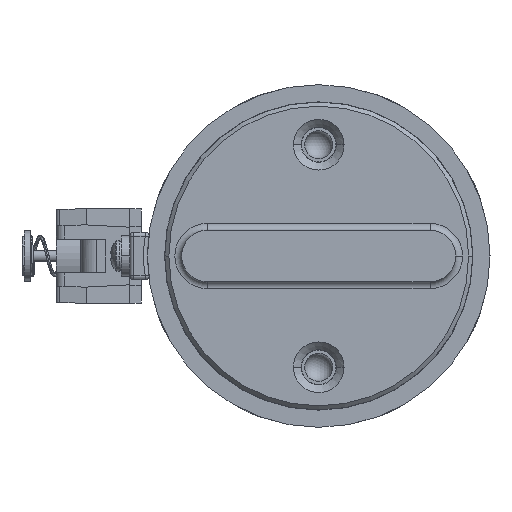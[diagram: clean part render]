
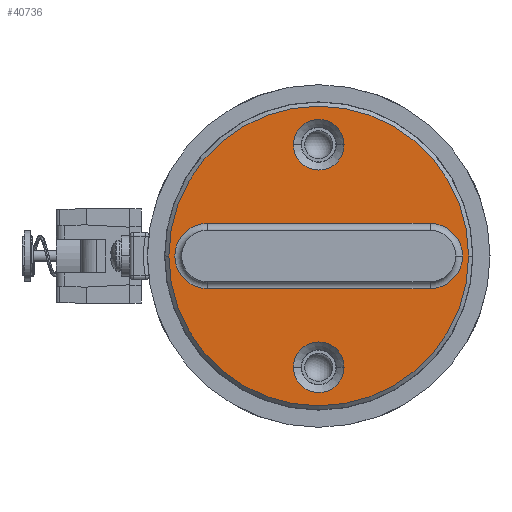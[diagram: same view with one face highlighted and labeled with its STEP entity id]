
A CAD part, left-side view. The second image highlights one B-rep face of the part: STEP entity #40736.
In plain terms, the highlighted face is planar.
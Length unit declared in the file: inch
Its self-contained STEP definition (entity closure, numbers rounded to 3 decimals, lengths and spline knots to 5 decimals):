
#9 = AXIS2_PLACEMENT_3D ( 'NONE', #45331, #41763, #14624 ) ;
#737 = DIRECTION ( 'NONE',  ( 1., 0., 0. ) ) ;
#861 = CIRCLE ( 'NONE', #13204, 0.2375 ) ;
#1230 = LINE ( 'NONE', #28693, #41899 ) ;
#2176 = CARTESIAN_POINT ( 'NONE',  ( 1.05, 0., 0. ) ) ;
#2215 = FACE_OUTER_BOUND ( 'NONE', #20248, .T. ) ;
#2535 = EDGE_LOOP ( 'NONE', ( #38751, #21475 ) ) ;
#2669 = VERTEX_POINT ( 'NONE', #23303 ) ;
#2673 = DIRECTION ( 'NONE',  ( 0., 0., -1. ) ) ;
#3141 = VECTOR ( 'NONE', #29675, 39.37008 ) ;
#4166 = AXIS2_PLACEMENT_3D ( 'NONE', #48450, #48703, #29750 ) ;
#5645 = CIRCLE ( 'NONE', #17097, 0.2375 ) ;
#6230 = CARTESIAN_POINT ( 'NONE',  ( 0.185, 0.812, 0. ) ) ;
#6579 = LINE ( 'NONE', #45263, #3141 ) ;
#6847 = VERTEX_POINT ( 'NONE', #24433 ) ;
#8959 = CARTESIAN_POINT ( 'NONE',  ( 0.8125, 0., 0. ) ) ;
#11091 = EDGE_CURVE ( 'NONE', #6847, #29777, #19719, .T. ) ;
#11159 = EDGE_CURVE ( 'NONE', #42975, #48266, #861, .T. ) ;
#11417 = AXIS2_PLACEMENT_3D ( 'NONE', #37836, #2673, #18319 ) ;
#12796 = DIRECTION ( 'NONE',  ( 1., 0., 0. ) ) ;
#12902 = CARTESIAN_POINT ( 'NONE',  ( 0.8125, -0.2375, 0. ) ) ;
#13204 = AXIS2_PLACEMENT_3D ( 'NONE', #8959, #23870, #737 ) ;
#13720 = CARTESIAN_POINT ( 'NONE',  ( -0.8125, 0.2375, 0. ) ) ;
#14294 = FACE_BOUND ( 'NONE', #17049, .T. ) ;
#14624 = DIRECTION ( 'NONE',  ( 1., 0., 0. ) ) ;
#14898 = CARTESIAN_POINT ( 'NONE',  ( -1.0935, 0., 0. ) ) ;
#15194 = EDGE_CURVE ( 'NONE', #33305, #26276, #5645, .T. ) ;
#15409 = DIRECTION ( 'NONE',  ( 1., 0., 0. ) ) ;
#15556 = EDGE_CURVE ( 'NONE', #21933, #24435, #26173, .T. ) ;
#16437 = AXIS2_PLACEMENT_3D ( 'NONE', #33797, #22794, #50172 ) ;
#16956 = ORIENTED_EDGE ( 'NONE', *, *, #28971, .T. ) ;
#16990 = CARTESIAN_POINT ( 'NONE',  ( 0., 0.812, 0. ) ) ;
#17049 = EDGE_LOOP ( 'NONE', ( #16956, #47717 ) ) ;
#17097 = AXIS2_PLACEMENT_3D ( 'NONE', #19693, #35341, #19191 ) ;
#18319 = DIRECTION ( 'NONE',  ( 1., 0., 0. ) ) ;
#18531 = ORIENTED_EDGE ( 'NONE', *, *, #11159, .T. ) ;
#18903 = ORIENTED_EDGE ( 'NONE', *, *, #29279, .T. ) ;
#18915 = EDGE_CURVE ( 'NONE', #26276, #42975, #1230, .T. ) ;
#19070 = VERTEX_POINT ( 'NONE', #47267 ) ;
#19191 = DIRECTION ( 'NONE',  ( 1., 0., 0. ) ) ;
#19693 = CARTESIAN_POINT ( 'NONE',  ( -0.8125, 0., 0. ) ) ;
#19719 = CIRCLE ( 'NONE', #29549, 0.185 ) ;
#20029 = CARTESIAN_POINT ( 'NONE',  ( 0., 0.812, 0. ) ) ;
#20248 = EDGE_LOOP ( 'NONE', ( #40577, #47363 ) ) ;
#20695 = ORIENTED_EDGE ( 'NONE', *, *, #18915, .T. ) ;
#21475 = ORIENTED_EDGE ( 'NONE', *, *, #35528, .T. ) ;
#21933 = VERTEX_POINT ( 'NONE', #31817 ) ;
#22794 = DIRECTION ( 'NONE',  ( 0., 0., 1. ) ) ;
#23303 = CARTESIAN_POINT ( 'NONE',  ( 0.8125, 0.2375, 0. ) ) ;
#23670 = DIRECTION ( 'NONE',  ( 1., 0., 0. ) ) ;
#23870 = DIRECTION ( 'NONE',  ( 0., 0., 1. ) ) ;
#23919 = ORIENTED_EDGE ( 'NONE', *, *, #38162, .T. ) ;
#24433 = CARTESIAN_POINT ( 'NONE',  ( 0.185, -0.812, 0. ) ) ;
#24435 = VERTEX_POINT ( 'NONE', #14898 ) ;
#24693 = CIRCLE ( 'NONE', #16437, 0.2375 ) ;
#24831 = FACE_BOUND ( 'NONE', #41567, .T. ) ;
#25852 = CARTESIAN_POINT ( 'NONE',  ( 0., 0., 0. ) ) ;
#26173 = CIRCLE ( 'NONE', #11417, 1.0935 ) ;
#26276 = VERTEX_POINT ( 'NONE', #34866 ) ;
#28078 = EDGE_CURVE ( 'NONE', #24435, #21933, #36882, .T. ) ;
#28693 = CARTESIAN_POINT ( 'NONE',  ( 0.8125, -0.2375, 0. ) ) ;
#28971 = EDGE_CURVE ( 'NONE', #29777, #6847, #49203, .T. ) ;
#29279 = EDGE_CURVE ( 'NONE', #48266, #2669, #24693, .T. ) ;
#29549 = AXIS2_PLACEMENT_3D ( 'NONE', #50507, #37986, #15409 ) ;
#29675 = DIRECTION ( 'NONE',  ( -1., 0., 0. ) ) ;
#29677 = FACE_BOUND ( 'NONE', #2535, .T. ) ;
#29750 = DIRECTION ( 'NONE',  ( 1., 0., 0. ) ) ;
#29777 = VERTEX_POINT ( 'NONE', #34996 ) ;
#30112 = EDGE_CURVE ( 'NONE', #19070, #48736, #43548, .T. ) ;
#31817 = CARTESIAN_POINT ( 'NONE',  ( 1.0935, 0., 0. ) ) ;
#32087 = AXIS2_PLACEMENT_3D ( 'NONE', #16990, #48260, #36257 ) ;
#33305 = VERTEX_POINT ( 'NONE', #13720 ) ;
#33797 = CARTESIAN_POINT ( 'NONE',  ( 0.8125, 0., 0. ) ) ;
#34866 = CARTESIAN_POINT ( 'NONE',  ( -0.8125, -0.2375, 0. ) ) ;
#34937 = AXIS2_PLACEMENT_3D ( 'NONE', #20029, #34939, #23670 ) ;
#34939 = DIRECTION ( 'NONE',  ( 0., 0., 1. ) ) ;
#34996 = CARTESIAN_POINT ( 'NONE',  ( -0.185, -0.812, 0. ) ) ;
#35341 = DIRECTION ( 'NONE',  ( 0., 0., 1. ) ) ;
#35528 = EDGE_CURVE ( 'NONE', #48736, #19070, #50465, .T. ) ;
#36257 = DIRECTION ( 'NONE',  ( 1., 0., 0. ) ) ;
#36882 = CIRCLE ( 'NONE', #9, 1.0935 ) ;
#37836 = CARTESIAN_POINT ( 'NONE',  ( 0., 0., 0. ) ) ;
#37986 = DIRECTION ( 'NONE',  ( 0., 0., 1. ) ) ;
#38162 = EDGE_CURVE ( 'NONE', #2669, #33305, #6579, .T. ) ;
#38751 = ORIENTED_EDGE ( 'NONE', *, *, #30112, .T. ) ;
#40577 = ORIENTED_EDGE ( 'NONE', *, *, #15556, .T. ) ;
#40736 = ADVANCED_FACE ( 'NONE', ( #24831, #2215, #29677, #14294 ), #45265, .F. ) ;
#41447 = DIRECTION ( 'NONE',  ( 0., 0., 1. ) ) ;
#41567 = EDGE_LOOP ( 'NONE', ( #23919, #48771, #20695, #18531, #18903 ) ) ;
#41763 = DIRECTION ( 'NONE',  ( 0., 0., -1. ) ) ;
#41899 = VECTOR ( 'NONE', #12796, 39.37008 ) ;
#42975 = VERTEX_POINT ( 'NONE', #12902 ) ;
#43548 = CIRCLE ( 'NONE', #32087, 0.185 ) ;
#44248 = DIRECTION ( 'NONE',  ( 1., 0., 0. ) ) ;
#45263 = CARTESIAN_POINT ( 'NONE',  ( -0.8125, 0.2375, 0. ) ) ;
#45265 = PLANE ( 'NONE',  #45730 ) ;
#45331 = CARTESIAN_POINT ( 'NONE',  ( 0., 0., 0. ) ) ;
#45730 = AXIS2_PLACEMENT_3D ( 'NONE', #25852, #41447, #44248 ) ;
#47267 = CARTESIAN_POINT ( 'NONE',  ( -0.185, 0.812, 0. ) ) ;
#47363 = ORIENTED_EDGE ( 'NONE', *, *, #28078, .T. ) ;
#47717 = ORIENTED_EDGE ( 'NONE', *, *, #11091, .T. ) ;
#48260 = DIRECTION ( 'NONE',  ( 0., 0., 1. ) ) ;
#48266 = VERTEX_POINT ( 'NONE', #2176 ) ;
#48450 = CARTESIAN_POINT ( 'NONE',  ( 0., -0.812, 0. ) ) ;
#48703 = DIRECTION ( 'NONE',  ( 0., 0., 1. ) ) ;
#48736 = VERTEX_POINT ( 'NONE', #6230 ) ;
#48771 = ORIENTED_EDGE ( 'NONE', *, *, #15194, .T. ) ;
#49203 = CIRCLE ( 'NONE', #4166, 0.185 ) ;
#50172 = DIRECTION ( 'NONE',  ( 1., 0., 0. ) ) ;
#50465 = CIRCLE ( 'NONE', #34937, 0.185 ) ;
#50507 = CARTESIAN_POINT ( 'NONE',  ( 0., -0.812, 0. ) ) ;
